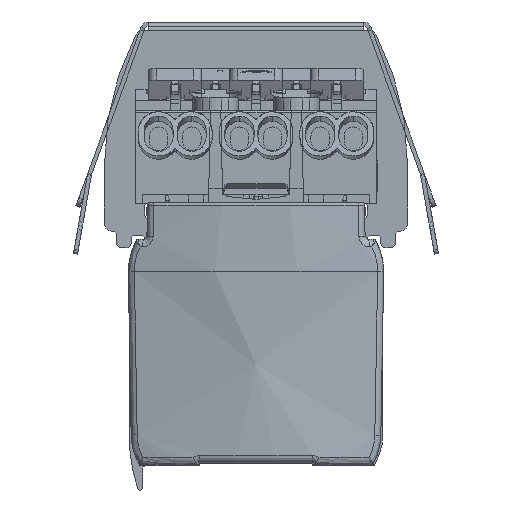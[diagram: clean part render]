
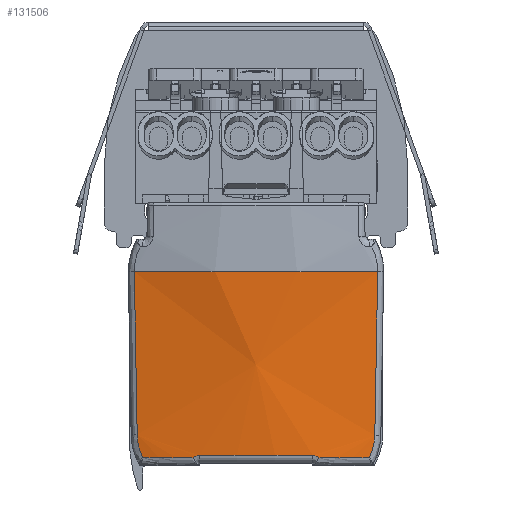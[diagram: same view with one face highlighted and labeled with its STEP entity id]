
A CAD part, front view. The second image highlights one B-rep face of the part: STEP entity #131506.
In plain terms, the highlighted conical face has half-angle 1 degrees and reference radius 59 mm.
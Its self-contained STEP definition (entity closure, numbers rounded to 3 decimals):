
#747=CONICAL_SURFACE('',#141736,59.,0.017);
#3457=B_SPLINE_CURVE_WITH_KNOTS('',3,(#248536,#248537,#248538,#248539),
 .UNSPECIFIED.,.F.,.F.,(4,4),(0.,1.),.UNSPECIFIED.);
#3458=B_SPLINE_CURVE_WITH_KNOTS('',3,(#248541,#248542,#248543,#248544,#248545,
#248546,#248547,#248548,#248549,#248550,#248551,#248552,#248553),
 .UNSPECIFIED.,.F.,.F.,(4,3,3,3,4),(0.,0.251,
0.5,0.75,1.),.UNSPECIFIED.);
#3459=B_SPLINE_CURVE_WITH_KNOTS('',3,(#248557,#248558,#248559,#248560,#248561,
#248562,#248563,#248564,#248565,#248566),.UNSPECIFIED.,.F.,.F.,(4,3,3,4),
(0.,0.5,0.974,1.),
 .UNSPECIFIED.);
#3460=B_SPLINE_CURVE_WITH_KNOTS('',3,(#248570,#248571,#248572,#248573,#248574,
#248575,#248576),.UNSPECIFIED.,.F.,.F.,(4,3,4),(0.,0.5,1.),
 .UNSPECIFIED.);
#3461=B_SPLINE_CURVE_WITH_KNOTS('',3,(#248580,#248581,#248582,#248583,#248584,
#248585,#248586,#248587,#248588,#248589,#248590,#248591,#248592),
 .UNSPECIFIED.,.F.,.F.,(4,3,3,3,4),(0.,0.254,0.5,0.76,
1.),.UNSPECIFIED.);
#3462=B_SPLINE_CURVE_WITH_KNOTS('',3,(#248593,#248594,#248595,#248596),
 .UNSPECIFIED.,.F.,.F.,(4,4),(0.,1.),.UNSPECIFIED.);
#6728=CIRCLE('',#141716,59.);
#6736=CIRCLE('',#141737,58.598);
#6737=CIRCLE('',#141738,58.603);
#6738=CIRCLE('',#141739,58.598);
#14278=FACE_OUTER_BOUND('',#21343,.T.);
#21343=EDGE_LOOP('',(#110483,#110484,#110485,#110486,#110487,#110488,#110489,
#110490,#110491,#110492));
#59950=VERTEX_POINT('',#248134);
#59951=VERTEX_POINT('',#248163);
#59981=VERTEX_POINT('',#248535);
#59982=VERTEX_POINT('',#248540);
#59983=VERTEX_POINT('',#248554);
#59984=VERTEX_POINT('',#248556);
#59985=VERTEX_POINT('',#248567);
#59986=VERTEX_POINT('',#248569);
#59987=VERTEX_POINT('',#248577);
#59988=VERTEX_POINT('',#248579);
#77511=EDGE_CURVE('',#59951,#59950,#6728,.T.);
#77560=EDGE_CURVE('',#59981,#59950,#3457,.T.);
#77561=EDGE_CURVE('',#59982,#59981,#3458,.T.);
#77562=EDGE_CURVE('',#59983,#59982,#6736,.T.);
#77563=EDGE_CURVE('',#59984,#59983,#3459,.T.);
#77564=EDGE_CURVE('',#59985,#59984,#6737,.T.);
#77565=EDGE_CURVE('',#59986,#59985,#3460,.T.);
#77566=EDGE_CURVE('',#59987,#59986,#6738,.T.);
#77567=EDGE_CURVE('',#59988,#59987,#3461,.T.);
#77568=EDGE_CURVE('',#59951,#59988,#3462,.T.);
#110483=ORIENTED_EDGE('',*,*,#77560,.F.);
#110484=ORIENTED_EDGE('',*,*,#77561,.F.);
#110485=ORIENTED_EDGE('',*,*,#77562,.F.);
#110486=ORIENTED_EDGE('',*,*,#77563,.F.);
#110487=ORIENTED_EDGE('',*,*,#77564,.F.);
#110488=ORIENTED_EDGE('',*,*,#77565,.F.);
#110489=ORIENTED_EDGE('',*,*,#77566,.F.);
#110490=ORIENTED_EDGE('',*,*,#77567,.F.);
#110491=ORIENTED_EDGE('',*,*,#77568,.F.);
#110492=ORIENTED_EDGE('',*,*,#77511,.T.);
#131506=ADVANCED_FACE('',(#14278),#747,.T.);
#141716=AXIS2_PLACEMENT_3D('',#248164,#170547,#170548);
#141736=AXIS2_PLACEMENT_3D('',#248534,#170619,#170620);
#141737=AXIS2_PLACEMENT_3D('',#248555,#170621,#170622);
#141738=AXIS2_PLACEMENT_3D('',#248568,#170623,#170624);
#141739=AXIS2_PLACEMENT_3D('',#248578,#170625,#170626);
#170547=DIRECTION('center_axis',(0.,0.,-1.));
#170548=DIRECTION('ref_axis',(0.,-1.,0.));
#170619=DIRECTION('center_axis',(0.,0.,
1.));
#170620=DIRECTION('ref_axis',(1.,0.,0.));
#170621=DIRECTION('center_axis',(0.,0.,
-1.));
#170622=DIRECTION('ref_axis',(-0.239,-0.971,0.));
#170623=DIRECTION('center_axis',(0.,0.,-1.));
#170624=DIRECTION('ref_axis',(0.,1.,0.));
#170625=DIRECTION('center_axis',(0.,0.,
-1.));
#170626=DIRECTION('ref_axis',(0.133,-0.991,0.));
#248134=CARTESIAN_POINT('',(-15.055,-413.225,-8.5));
#248163=CARTESIAN_POINT('',(15.055,-413.225,-8.5));
#248164=CARTESIAN_POINT('Origin',(0.,-356.178,
-8.5));
#248534=CARTESIAN_POINT('Origin',(0.,-356.178,
-8.5));
#248535=CARTESIAN_POINT('',(-14.699,-412.954,-28.64));
#248536=CARTESIAN_POINT('Ctrl Pts',(-14.699,-412.954,
-28.64));
#248537=CARTESIAN_POINT('Ctrl Pts',(-14.817,-413.045,
-21.926));
#248538=CARTESIAN_POINT('Ctrl Pts',(-14.936,-413.135,
-15.213));
#248539=CARTESIAN_POINT('Ctrl Pts',(-15.055,-413.225,
-8.5));
#248540=CARTESIAN_POINT('',(-14.013,-413.076,-31.517));
#248541=CARTESIAN_POINT('Ctrl Pts',(-14.013,-413.076,
-31.517));
#248542=CARTESIAN_POINT('Ctrl Pts',(-14.123,-413.053,
-31.291));
#248543=CARTESIAN_POINT('Ctrl Pts',(-14.219,-413.033,
-31.06));
#248544=CARTESIAN_POINT('Ctrl Pts',(-14.302,-413.016,
-30.825));
#248545=CARTESIAN_POINT('Ctrl Pts',(-14.386,-413.,
-30.591));
#248546=CARTESIAN_POINT('Ctrl Pts',(-14.456,-412.986,
-30.353));
#248547=CARTESIAN_POINT('Ctrl Pts',(-14.513,-412.976,
-30.111));
#248548=CARTESIAN_POINT('Ctrl Pts',(-14.571,-412.965,
-29.869));
#248549=CARTESIAN_POINT('Ctrl Pts',(-14.615,-412.958,
-29.626));
#248550=CARTESIAN_POINT('Ctrl Pts',(-14.646,-412.955,
-29.38));
#248551=CARTESIAN_POINT('Ctrl Pts',(-14.677,-412.951,
-29.135));
#248552=CARTESIAN_POINT('Ctrl Pts',(-14.695,-412.951,
-28.888));
#248553=CARTESIAN_POINT('Ctrl Pts',(-14.699,-412.954,
-28.64));
#248554=CARTESIAN_POINT('',(-7.788,-414.256,-31.517));
#248555=CARTESIAN_POINT('Origin',(0.,-356.178,
-31.517));
#248556=CARTESIAN_POINT('',(-7.02,-414.359,-31.217));
#248557=CARTESIAN_POINT('Ctrl Pts',(-7.02,-414.359,
-31.217));
#248558=CARTESIAN_POINT('Ctrl Pts',(-7.162,-414.342,
-31.217));
#248559=CARTESIAN_POINT('Ctrl Pts',(-7.3,-414.325,
-31.243));
#248560=CARTESIAN_POINT('Ctrl Pts',(-7.433,-414.307,
-31.295));
#248561=CARTESIAN_POINT('Ctrl Pts',(-7.559,-414.29,
-31.344));
#248562=CARTESIAN_POINT('Ctrl Pts',(-7.672,-414.274,
-31.413));
#248563=CARTESIAN_POINT('Ctrl Pts',(-7.771,-414.259,
-31.502));
#248564=CARTESIAN_POINT('Ctrl Pts',(-7.777,-414.258,
-31.507));
#248565=CARTESIAN_POINT('Ctrl Pts',(-7.782,-414.257,
-31.512));
#248566=CARTESIAN_POINT('Ctrl Pts',(-7.788,-414.256,
-31.517));
#248567=CARTESIAN_POINT('',(7.02,-414.359,-31.217));
#248568=CARTESIAN_POINT('Origin',(0.,-356.178,
-31.217));
#248569=CARTESIAN_POINT('',(7.788,-414.256,-31.517));
#248570=CARTESIAN_POINT('Ctrl Pts',(7.788,-414.256,
-31.517));
#248571=CARTESIAN_POINT('Ctrl Pts',(7.684,-414.272,
-31.421));
#248572=CARTESIAN_POINT('Ctrl Pts',(7.566,-414.289,
-31.347));
#248573=CARTESIAN_POINT('Ctrl Pts',(7.433,-414.307,
-31.295));
#248574=CARTESIAN_POINT('Ctrl Pts',(7.3,-414.325,
-31.243));
#248575=CARTESIAN_POINT('Ctrl Pts',(7.163,-414.342,
-31.217));
#248576=CARTESIAN_POINT('Ctrl Pts',(7.02,-414.359,
-31.217));
#248577=CARTESIAN_POINT('',(14.015,-413.075,-31.517));
#248578=CARTESIAN_POINT('Origin',(0.,-356.178,-31.517));
#248579=CARTESIAN_POINT('',(14.697,-412.953,-28.77));
#248580=CARTESIAN_POINT('Ctrl Pts',(14.697,-412.953,
-28.77));
#248581=CARTESIAN_POINT('Ctrl Pts',(14.688,-412.951,
-29.011));
#248582=CARTESIAN_POINT('Ctrl Pts',(14.667,-412.952,
-29.25));
#248583=CARTESIAN_POINT('Ctrl Pts',(14.633,-412.956,
-29.487));
#248584=CARTESIAN_POINT('Ctrl Pts',(14.6,-412.96,
-29.717));
#248585=CARTESIAN_POINT('Ctrl Pts',(14.556,-412.968,-29.947));
#248586=CARTESIAN_POINT('Ctrl Pts',(14.499,-412.978,-30.175));
#248587=CARTESIAN_POINT('Ctrl Pts',(14.439,-412.989,
-30.416));
#248588=CARTESIAN_POINT('Ctrl Pts',(14.367,-413.003,-30.653));
#248589=CARTESIAN_POINT('Ctrl Pts',(14.282,-413.02,
-30.885));
#248590=CARTESIAN_POINT('Ctrl Pts',(14.204,-413.036,
-31.1));
#248591=CARTESIAN_POINT('Ctrl Pts',(14.114,-413.055,
-31.31));
#248592=CARTESIAN_POINT('Ctrl Pts',(14.015,-413.075,
-31.517));
#248593=CARTESIAN_POINT('Ctrl Pts',(15.055,-413.225,
-8.5));
#248594=CARTESIAN_POINT('Ctrl Pts',(14.935,-413.134,
-15.257));
#248595=CARTESIAN_POINT('Ctrl Pts',(14.816,-413.044,
-22.013));
#248596=CARTESIAN_POINT('Ctrl Pts',(14.697,-412.953,
-28.77));
